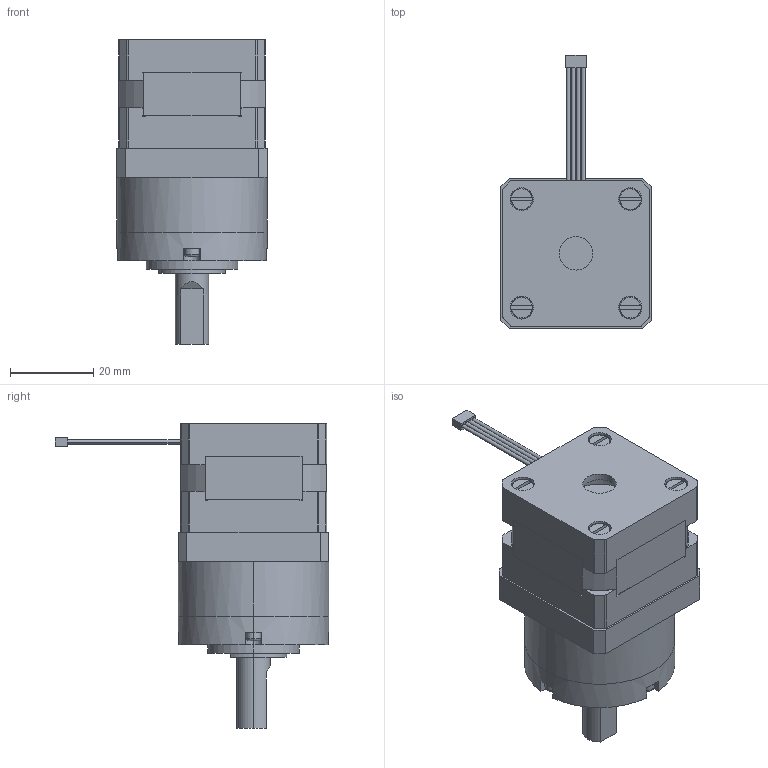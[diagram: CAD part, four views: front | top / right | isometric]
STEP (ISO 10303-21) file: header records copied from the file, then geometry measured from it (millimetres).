
FILE_DESCRIPTION (( 'STEP AP203' ), '1' );
FILE_NAME ('×°ÅäÌå1.STEP', '2020-10-29T12:00:16', ( '' ), ( '' ), 'SwSTEP 2.0', 'SolidWorks 2016', '' );
FILE_SCHEMA (( 'CONFIG_CONTROL_DESIGN' ));
Length unit declared in the file: millimetre
Products named in the file (4): HR 8_HR 8; 萇儂; 蚾饜极1; ST3518S0804-A
Assembly tree (3 placements, depth 2):
  蚾饜极1
    ST3518S0804-A
    萇儂
    HR 8_HR 8
Bounding box: 36 x 65.5 x 73 mm (x, y, z)
Volume: 53179.1 mm3; surface area: 24642.4 mm2
Topology: 12 solids, 12 shells, 453 faces, 1151 edges, 748 vertices
Faces by surface type: plane 228, cylinder 165, cone 42, bspline 10, torus 8
Entity records: 14496 total; most frequent: CARTESIAN_POINT 2869, DIRECTION 2419, ORIENTED_EDGE 2286, EDGE_CURVE 1143, AXIS2_PLACEMENT_3D 886, VERTEX_POINT 748, LINE 647, VECTOR 647
